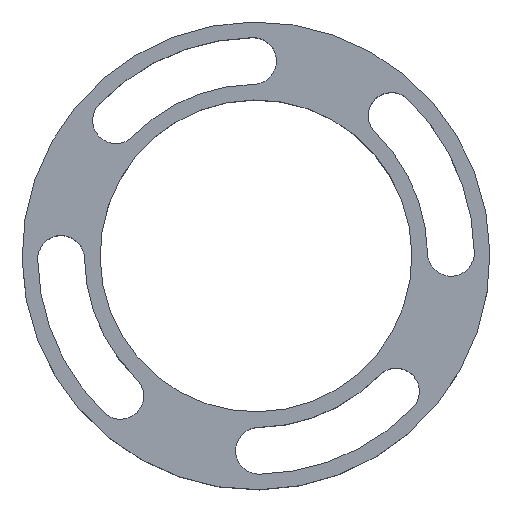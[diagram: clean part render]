
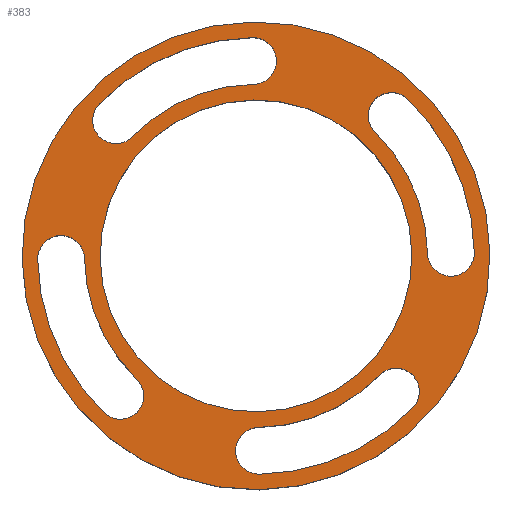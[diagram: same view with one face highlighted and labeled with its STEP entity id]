
A CAD part, top view. The second image highlights one B-rep face of the part: STEP entity #383.
In plain terms, the highlighted planar face has unit normal (0, 0, 1).
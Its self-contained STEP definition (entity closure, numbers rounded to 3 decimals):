
#15=FACE_BOUND('',#66,.T.);
#16=FACE_BOUND('',#67,.T.);
#17=FACE_BOUND('',#68,.T.);
#18=FACE_BOUND('',#69,.T.);
#19=FACE_BOUND('',#70,.T.);
#25=PLANE('',#462);
#45=FACE_OUTER_BOUND('',#65,.T.);
#65=EDGE_LOOP('',(#311));
#66=EDGE_LOOP('',(#312,#313,#314,#315));
#67=EDGE_LOOP('',(#316,#317,#318,#319));
#68=EDGE_LOOP('',(#320,#321,#322,#323));
#69=EDGE_LOOP('',(#324,#325,#326,#327));
#70=EDGE_LOOP('',(#328));
#114=CIRCLE('',#410,8.4);
#116=CIRCLE('',#413,0.9);
#118=CIRCLE('',#416,6.6);
#120=CIRCLE('',#419,0.9);
#122=CIRCLE('',#422,8.4);
#124=CIRCLE('',#425,0.9);
#126=CIRCLE('',#428,6.6);
#128=CIRCLE('',#431,0.9);
#130=CIRCLE('',#434,8.4);
#132=CIRCLE('',#437,0.9);
#134=CIRCLE('',#440,6.6);
#136=CIRCLE('',#443,0.9);
#138=CIRCLE('',#446,8.4);
#140=CIRCLE('',#449,0.9);
#142=CIRCLE('',#452,6.6);
#144=CIRCLE('',#455,0.9);
#145=CIRCLE('',#457,6.);
#147=CIRCLE('',#460,9.);
#151=VERTEX_POINT('',#601);
#152=VERTEX_POINT('',#603);
#154=VERTEX_POINT('',#609);
#156=VERTEX_POINT('',#615);
#159=VERTEX_POINT('',#625);
#160=VERTEX_POINT('',#627);
#162=VERTEX_POINT('',#633);
#164=VERTEX_POINT('',#639);
#167=VERTEX_POINT('',#649);
#168=VERTEX_POINT('',#651);
#170=VERTEX_POINT('',#657);
#172=VERTEX_POINT('',#663);
#175=VERTEX_POINT('',#673);
#176=VERTEX_POINT('',#675);
#178=VERTEX_POINT('',#681);
#180=VERTEX_POINT('',#687);
#181=VERTEX_POINT('',#694);
#183=VERTEX_POINT('',#700);
#187=EDGE_CURVE('',#152,#151,#114,.T.);
#191=EDGE_CURVE('',#151,#154,#116,.T.);
#194=EDGE_CURVE('',#154,#156,#118,.T.);
#196=EDGE_CURVE('',#156,#152,#120,.T.);
#199=EDGE_CURVE('',#160,#159,#122,.T.);
#203=EDGE_CURVE('',#159,#162,#124,.T.);
#206=EDGE_CURVE('',#162,#164,#126,.T.);
#208=EDGE_CURVE('',#164,#160,#128,.T.);
#211=EDGE_CURVE('',#168,#167,#130,.T.);
#215=EDGE_CURVE('',#167,#170,#132,.T.);
#218=EDGE_CURVE('',#170,#172,#134,.T.);
#220=EDGE_CURVE('',#172,#168,#136,.T.);
#223=EDGE_CURVE('',#176,#175,#138,.T.);
#227=EDGE_CURVE('',#175,#178,#140,.T.);
#230=EDGE_CURVE('',#178,#180,#142,.T.);
#232=EDGE_CURVE('',#180,#176,#144,.T.);
#233=EDGE_CURVE('',#181,#181,#145,.T.);
#236=EDGE_CURVE('',#183,#183,#147,.T.);
#311=ORIENTED_EDGE('',*,*,#236,.T.);
#312=ORIENTED_EDGE('',*,*,#187,.T.);
#313=ORIENTED_EDGE('',*,*,#191,.T.);
#314=ORIENTED_EDGE('',*,*,#194,.T.);
#315=ORIENTED_EDGE('',*,*,#196,.T.);
#316=ORIENTED_EDGE('',*,*,#199,.T.);
#317=ORIENTED_EDGE('',*,*,#203,.T.);
#318=ORIENTED_EDGE('',*,*,#206,.T.);
#319=ORIENTED_EDGE('',*,*,#208,.T.);
#320=ORIENTED_EDGE('',*,*,#211,.T.);
#321=ORIENTED_EDGE('',*,*,#215,.T.);
#322=ORIENTED_EDGE('',*,*,#218,.T.);
#323=ORIENTED_EDGE('',*,*,#220,.T.);
#324=ORIENTED_EDGE('',*,*,#223,.T.);
#325=ORIENTED_EDGE('',*,*,#227,.T.);
#326=ORIENTED_EDGE('',*,*,#230,.T.);
#327=ORIENTED_EDGE('',*,*,#232,.T.);
#328=ORIENTED_EDGE('',*,*,#233,.T.);
#383=ADVANCED_FACE('',(#45,#15,#16,#17,#18,#19),#25,.T.);
#410=AXIS2_PLACEMENT_3D('',#604,#471,#472);
#413=AXIS2_PLACEMENT_3D('',#611,#479,#480);
#416=AXIS2_PLACEMENT_3D('',#617,#486,#487);
#419=AXIS2_PLACEMENT_3D('',#620,#492,#493);
#422=AXIS2_PLACEMENT_3D('',#628,#499,#500);
#425=AXIS2_PLACEMENT_3D('',#635,#507,#508);
#428=AXIS2_PLACEMENT_3D('',#641,#514,#515);
#431=AXIS2_PLACEMENT_3D('',#644,#520,#521);
#434=AXIS2_PLACEMENT_3D('',#652,#527,#528);
#437=AXIS2_PLACEMENT_3D('',#659,#535,#536);
#440=AXIS2_PLACEMENT_3D('',#665,#542,#543);
#443=AXIS2_PLACEMENT_3D('',#668,#548,#549);
#446=AXIS2_PLACEMENT_3D('',#676,#555,#556);
#449=AXIS2_PLACEMENT_3D('',#683,#563,#564);
#452=AXIS2_PLACEMENT_3D('',#689,#570,#571);
#455=AXIS2_PLACEMENT_3D('',#692,#576,#577);
#457=AXIS2_PLACEMENT_3D('',#695,#580,#581);
#460=AXIS2_PLACEMENT_3D('',#701,#587,#588);
#462=AXIS2_PLACEMENT_3D('',#705,#592,#593);
#471=DIRECTION('center_axis',(0.,0.,-1.));
#472=DIRECTION('ref_axis',(0.016,-1.,0.));
#479=DIRECTION('center_axis',(0.,0.,-1.));
#480=DIRECTION('ref_axis',(-0.016,1.,0.));
#486=DIRECTION('center_axis',(0.,0.,1.));
#487=DIRECTION('ref_axis',(-0.016,1.,0.));
#492=DIRECTION('center_axis',(0.,0.,-1.));
#493=DIRECTION('ref_axis',(0.718,-0.696,0.));
#499=DIRECTION('center_axis',(0.,0.,-1.));
#500=DIRECTION('ref_axis',(-1.,-0.016,0.));
#507=DIRECTION('center_axis',(0.,0.,-1.));
#508=DIRECTION('ref_axis',(1.,0.016,0.));
#514=DIRECTION('center_axis',(0.,0.,1.));
#515=DIRECTION('ref_axis',(1.,0.016,0.));
#520=DIRECTION('center_axis',(0.,0.,-1.));
#521=DIRECTION('ref_axis',(-0.696,-0.718,0.));
#527=DIRECTION('center_axis',(0.,0.,-1.));
#528=DIRECTION('ref_axis',(-0.016,1.,0.));
#535=DIRECTION('center_axis',(0.,0.,-1.));
#536=DIRECTION('ref_axis',(0.016,-1.,0.));
#542=DIRECTION('center_axis',(0.,0.,1.));
#543=DIRECTION('ref_axis',(0.016,-1.,0.));
#548=DIRECTION('center_axis',(0.,0.,-1.));
#549=DIRECTION('ref_axis',(-0.718,0.696,0.));
#555=DIRECTION('center_axis',(0.,0.,-1.));
#556=DIRECTION('ref_axis',(1.,0.016,0.));
#563=DIRECTION('center_axis',(0.,0.,-1.));
#564=DIRECTION('ref_axis',(-1.,-0.016,0.));
#570=DIRECTION('center_axis',(0.,0.,1.));
#571=DIRECTION('ref_axis',(-1.,-0.016,0.));
#576=DIRECTION('center_axis',(0.,0.,-1.));
#577=DIRECTION('ref_axis',(0.696,0.718,0.));
#580=DIRECTION('center_axis',(0.,0.,-1.));
#581=DIRECTION('ref_axis',(-1.,-0.016,0.));
#587=DIRECTION('center_axis',(0.,0.,1.));
#588=DIRECTION('ref_axis',(1.,0.016,0.));
#592=DIRECTION('center_axis',(0.,0.,1.));
#593=DIRECTION('ref_axis',(1.,0.,0.));
#601=CARTESIAN_POINT('',(11.464,-20.189,4.6));
#603=CARTESIAN_POINT('',(17.364,-17.636,4.6));
#604=CARTESIAN_POINT('Origin',(11.332,-11.79,4.6));
#609=CARTESIAN_POINT('',(11.435,-18.389,4.6));
#611=CARTESIAN_POINT('Origin',(11.45,-19.289,4.6));
#615=CARTESIAN_POINT('',(16.071,-16.383,4.6));
#617=CARTESIAN_POINT('Origin',(11.332,-11.79,4.6));
#620=CARTESIAN_POINT('Origin',(16.718,-17.01,4.6));
#625=CARTESIAN_POINT('',(2.933,-11.922,4.6));
#627=CARTESIAN_POINT('',(5.486,-17.822,4.6));
#628=CARTESIAN_POINT('Origin',(11.332,-11.79,4.6));
#633=CARTESIAN_POINT('',(4.733,-11.894,4.6));
#635=CARTESIAN_POINT('Origin',(3.833,-11.908,4.6));
#639=CARTESIAN_POINT('',(6.739,-16.53,4.6));
#641=CARTESIAN_POINT('Origin',(11.332,-11.79,4.6));
#644=CARTESIAN_POINT('Origin',(6.112,-17.176,4.6));
#649=CARTESIAN_POINT('',(11.2,-3.391,4.6));
#651=CARTESIAN_POINT('',(5.3,-5.944,4.6));
#652=CARTESIAN_POINT('Origin',(11.332,-11.79,4.6));
#657=CARTESIAN_POINT('',(11.228,-5.191,4.6));
#659=CARTESIAN_POINT('Origin',(11.214,-4.291,4.6));
#663=CARTESIAN_POINT('',(6.592,-7.197,4.6));
#665=CARTESIAN_POINT('Origin',(11.332,-11.79,4.6));
#668=CARTESIAN_POINT('Origin',(5.946,-6.571,4.6));
#673=CARTESIAN_POINT('',(19.731,-11.658,4.6));
#675=CARTESIAN_POINT('',(17.177,-5.758,4.6));
#676=CARTESIAN_POINT('Origin',(11.332,-11.79,4.6));
#681=CARTESIAN_POINT('',(17.931,-11.687,4.6));
#683=CARTESIAN_POINT('Origin',(18.831,-11.672,4.6));
#687=CARTESIAN_POINT('',(15.925,-7.051,4.6));
#689=CARTESIAN_POINT('Origin',(11.332,-11.79,4.6));
#692=CARTESIAN_POINT('Origin',(16.551,-6.404,4.6));
#694=CARTESIAN_POINT('',(17.331,-11.696,4.6));
#695=CARTESIAN_POINT('Origin',(11.332,-11.79,4.6));
#700=CARTESIAN_POINT('',(2.333,-11.931,4.6));
#701=CARTESIAN_POINT('Origin',(11.332,-11.79,4.6));
#705=CARTESIAN_POINT('Origin',(11.332,-11.79,4.6));
